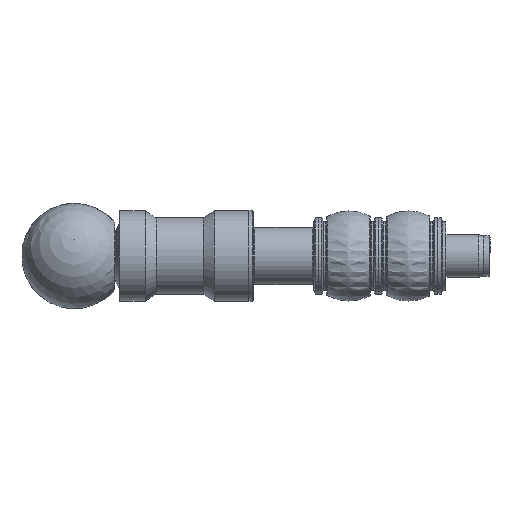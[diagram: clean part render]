
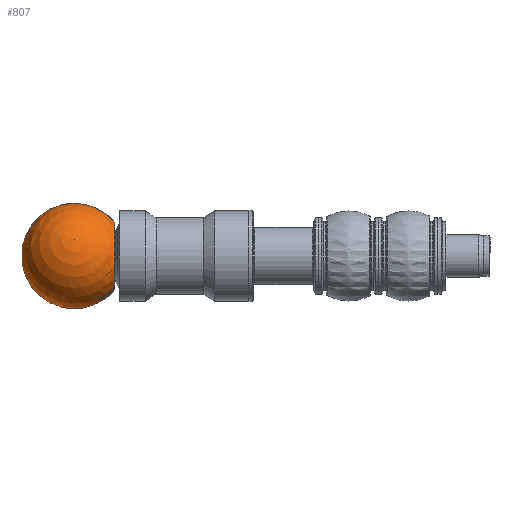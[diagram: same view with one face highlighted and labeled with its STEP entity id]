
A CAD part, left-side view. The second image highlights one B-rep face of the part: STEP entity #807.
In plain terms, the highlighted spherical face has radius 72.5 mm.
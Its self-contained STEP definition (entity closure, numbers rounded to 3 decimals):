
#274=FACE_BOUND('',#338,.T.);
#338=EDGE_LOOP('',(#670));
#472=CIRCLE('',#888,46.648);
#536=VERTEX_POINT('',#1392);
#603=EDGE_CURVE('',#536,#536,#472,.T.);
#670=ORIENTED_EDGE('',*,*,#603,.F.);
#804=SPHERICAL_SURFACE('',#887,72.5);
#807=ADVANCED_FACE('',(#274),#804,.T.);
#887=AXIS2_PLACEMENT_3D('',#1391,#1056,#1057);
#888=AXIS2_PLACEMENT_3D('',#1393,#1058,#1059);
#1056=DIRECTION('center_axis',(0.,0.,1.));
#1057=DIRECTION('ref_axis',(1.,0.,0.));
#1058=DIRECTION('center_axis',(0.,-1.,0.));
#1059=DIRECTION('ref_axis',(1.,0.,0.));
#1391=CARTESIAN_POINT('Origin',(150.,266.5,0.));
#1392=CARTESIAN_POINT('',(196.648,211.,0.));
#1393=CARTESIAN_POINT('Origin',(150.,211.,0.));
